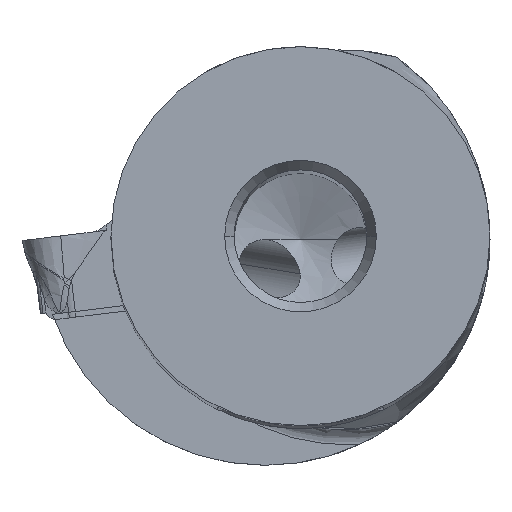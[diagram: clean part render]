
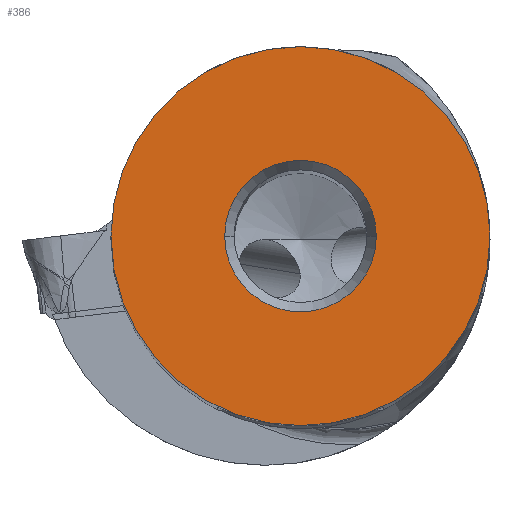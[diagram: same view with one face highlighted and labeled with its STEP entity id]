
A CAD part, top view. The second image highlights one B-rep face of the part: STEP entity #386.
In plain terms, the highlighted planar face has unit normal (0, 0, 1).
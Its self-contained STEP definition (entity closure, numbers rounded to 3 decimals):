
#45=FACE_BOUND('',#798,.T.);
#46=FACE_BOUND('',#799,.T.);
#116=PLANE('',#4078);
#386=ADVANCED_FACE('',(#45,#46),#116,.T.);
#798=EDGE_LOOP('',(#1528,#1529));
#799=EDGE_LOOP('',(#1530,#1531));
#1528=ORIENTED_EDGE('',*,*,#2792,.T.);
#1529=ORIENTED_EDGE('',*,*,#2799,.T.);
#1530=ORIENTED_EDGE('',*,*,#2804,.T.);
#1531=ORIENTED_EDGE('',*,*,#2805,.T.);
#2290=VERTEX_POINT('',#10688);
#2291=VERTEX_POINT('',#10689);
#2300=VERTEX_POINT('',#10712);
#2301=VERTEX_POINT('',#10713);
#2792=EDGE_CURVE('',#2290,#2291,#3428,.T.);
#2799=EDGE_CURVE('',#2291,#2290,#3429,.T.);
#2804=EDGE_CURVE('',#2300,#2301,#3430,.T.);
#2805=EDGE_CURVE('',#2301,#2300,#3431,.T.);
#3428=CIRCLE('',#4068,10.);
#3429=CIRCLE('',#4072,10.);
#3430=CIRCLE('',#4076,4.);
#3431=CIRCLE('',#4077,4.);
#4068=AXIS2_PLACEMENT_3D('',#10687,#4496,#4497);
#4072=AXIS2_PLACEMENT_3D('',#10701,#4508,#4509);
#4076=AXIS2_PLACEMENT_3D('',#10711,#4518,#4519);
#4077=AXIS2_PLACEMENT_3D('',#10714,#4520,#4521);
#4078=AXIS2_PLACEMENT_3D('',#10715,#4522,#4523);
#4496=DIRECTION('',(0.,0.,1.));
#4497=DIRECTION('',(-1.,0.,0.));
#4508=DIRECTION('',(0.,0.,1.));
#4509=DIRECTION('',(1.,0.,0.));
#4518=DIRECTION('',(0.,0.,-1.));
#4519=DIRECTION('',(-1.,0.,0.));
#4520=DIRECTION('',(0.,0.,-1.));
#4521=DIRECTION('',(1.,0.,0.));
#4522=DIRECTION('',(0.,0.,1.));
#4523=DIRECTION('',(1.,0.,0.));
#10687=CARTESIAN_POINT('',(0.,0.,0.));
#10688=CARTESIAN_POINT('',(-10.,0.,0.));
#10689=CARTESIAN_POINT('',(10.,0.,0.));
#10701=CARTESIAN_POINT('',(0.,0.,0.));
#10711=CARTESIAN_POINT('',(0.,0.,0.));
#10712=CARTESIAN_POINT('',(-4.,0.,0.));
#10713=CARTESIAN_POINT('',(4.,0.,0.));
#10714=CARTESIAN_POINT('',(0.,0.,0.));
#10715=CARTESIAN_POINT('',(0.,0.,0.));
